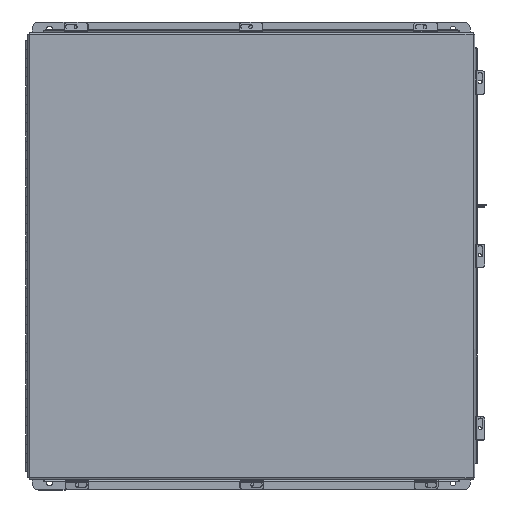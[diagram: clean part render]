
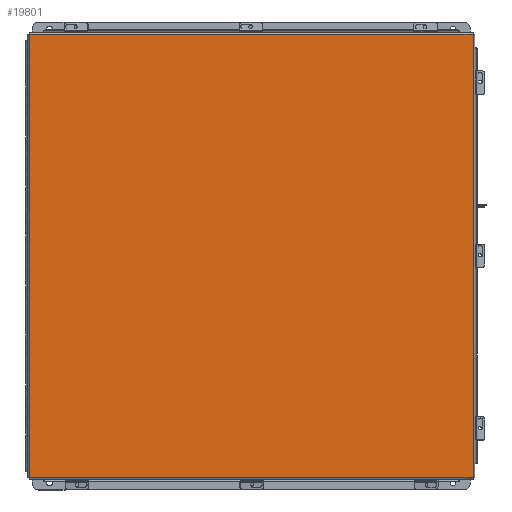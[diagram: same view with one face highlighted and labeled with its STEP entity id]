
A CAD part, top view. The second image highlights one B-rep face of the part: STEP entity #19801.
In plain terms, the highlighted face is planar.
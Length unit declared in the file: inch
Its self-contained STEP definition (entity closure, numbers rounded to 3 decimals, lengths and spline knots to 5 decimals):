
#97 = EDGE_CURVE ( 'NONE', #14755, #12691, #18582, .T. ) ;
#260 = EDGE_CURVE ( 'NONE', #12691, #15078, #16245, .T. ) ;
#914 = EDGE_LOOP ( 'NONE', ( #22641, #23315, #4474, #22025 ) ) ;
#4435 = AXIS2_PLACEMENT_3D ( 'NONE', #23565, #23140, #22959 ) ;
#4474 = ORIENTED_EDGE ( 'NONE', *, *, #24875, .T. ) ;
#4990 = DIRECTION ( 'NONE',  ( 0., 1., 0. ) ) ;
#5045 = CARTESIAN_POINT ( 'NONE',  ( -12.06855, -12.07448, -0.0747 ) ) ;
#7221 = VERTEX_POINT ( 'NONE', #18431 ) ;
#7438 = DIRECTION ( 'NONE',  ( 1., 0., 0. ) ) ;
#9795 = CARTESIAN_POINT ( 'NONE',  ( -12.06855, 12.06855, -0.0747 ) ) ;
#10751 = CARTESIAN_POINT ( 'NONE',  ( -12.07448, 12.06855, -0.0747 ) ) ;
#12221 = DIRECTION ( 'NONE',  ( 0., -1., 0. ) ) ;
#12307 = CARTESIAN_POINT ( 'NONE',  ( 12.06855, 12.07448, -0.0747 ) ) ;
#12691 = VERTEX_POINT ( 'NONE', #22333 ) ;
#14755 = VERTEX_POINT ( 'NONE', #9795 ) ;
#14993 = CARTESIAN_POINT ( 'NONE',  ( 12.06855, -12.06855, -0.0747 ) ) ;
#15078 = VERTEX_POINT ( 'NONE', #14993 ) ;
#15701 = VECTOR ( 'NONE', #12221, 39.37008 ) ;
#16245 = LINE ( 'NONE', #12307, #15701 ) ;
#18325 = VECTOR ( 'NONE', #7438, 39.37008 ) ;
#18431 = CARTESIAN_POINT ( 'NONE',  ( -12.06855, -12.06855, -0.0747 ) ) ;
#18582 = LINE ( 'NONE', #10751, #18325 ) ;
#19521 = VECTOR ( 'NONE', #22986, 39.37008 ) ;
#19539 = LINE ( 'NONE', #23321, #19521 ) ;
#19801 = ADVANCED_FACE ( 'NONE', ( #23728 ), #23270, .T. ) ;
#22025 = ORIENTED_EDGE ( 'NONE', *, *, #23680, .T. ) ;
#22333 = CARTESIAN_POINT ( 'NONE',  ( 12.06855, 12.06855, -0.0747 ) ) ;
#22641 = ORIENTED_EDGE ( 'NONE', *, *, #97, .T. ) ;
#22959 = DIRECTION ( 'NONE',  ( -1., 0., 0. ) ) ;
#22986 = DIRECTION ( 'NONE',  ( -1., 0., 0. ) ) ;
#23140 = DIRECTION ( 'NONE',  ( 0., 0., -1. ) ) ;
#23270 = PLANE ( 'NONE',  #4435 ) ;
#23315 = ORIENTED_EDGE ( 'NONE', *, *, #260, .T. ) ;
#23321 = CARTESIAN_POINT ( 'NONE',  ( 12.07448, -12.06855, -0.0747 ) ) ;
#23565 = CARTESIAN_POINT ( 'NONE',  ( 0., 0., -0.0747 ) ) ;
#23680 = EDGE_CURVE ( 'NONE', #7221, #14755, #24388, .T. ) ;
#23728 = FACE_OUTER_BOUND ( 'NONE', #914, .T. ) ;
#24366 = VECTOR ( 'NONE', #4990, 39.37008 ) ;
#24388 = LINE ( 'NONE', #5045, #24366 ) ;
#24875 = EDGE_CURVE ( 'NONE', #15078, #7221, #19539, .T. ) ;
